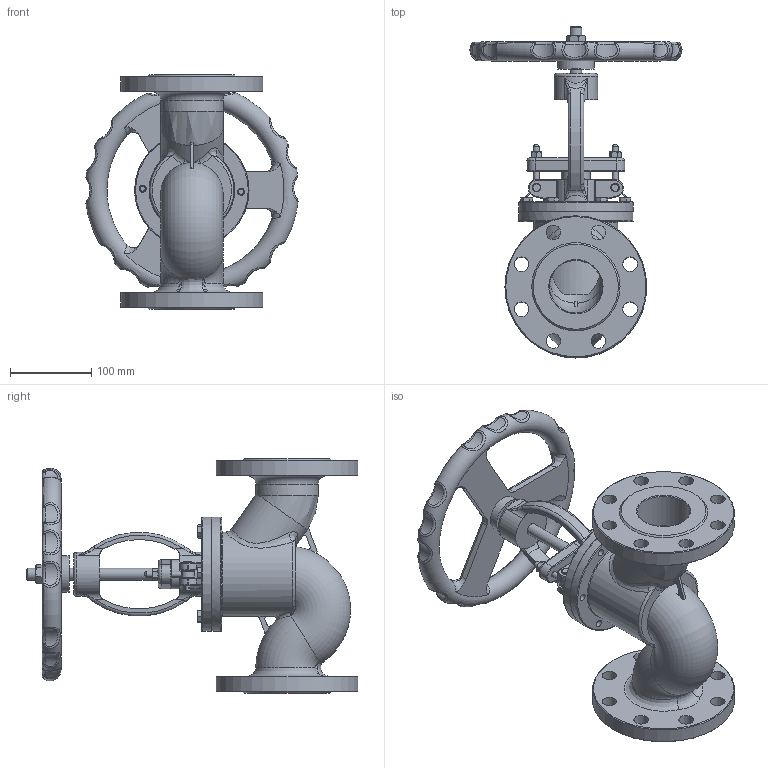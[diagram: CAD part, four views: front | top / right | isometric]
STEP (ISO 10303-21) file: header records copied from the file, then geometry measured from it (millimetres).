
FILE_DESCRIPTION(/* description */ (''),/* implementation_level */ '2;1');
FILE_NAME(/* name */ 'DN65_3D_STEP.stp',/* time_stamp */ '2025-04-20T14:55:48+03:00',/* author */ ('igorr'),/* organization */ (''),/* preprocessor_version */ 'ST-DEVELOPER v20',/* originating_system */ 'Autodesk Inventor 2025',/* authorisation */ '');
FILE_SCHEMA (('AUTOMOTIVE_DESIGN { 1 0 10303 214 3 1 1 }'));
Length unit declared in the file: millimetre
Products named in the file (6): Сборка1; Деталь1; Деталь2; ANSI B18.2.4.2M - M8x1,25; ANSI B18.2.4.2M - M14x2; AS 1110 - M8 x 12
Assembly tree (11 placements, depth 2):
  Сборка1
    Деталь1
    Деталь2
    ANSI B18.2.4.2M - M8x1,25  x2
    ANSI B18.2.4.2M - M14x2
    AS 1110 - M8 x 12  x6
Bounding box: 261.7 x 409.5 x 290 mm (x, y, z)
Volume: 3052688.9 mm3; surface area: 478740.1 mm2
Topology: 11 solids, 11 shells, 741 faces, 1744 edges, 1044 vertices
Faces by surface type: plane 241, cylinder 172, bspline 118, cone 95, torus 85, sphere 30
Full cylindrical faces by diameter (mm): 1.26 x2, 1.8 x2, 5.4 x4, 6.647 x2, 7.2 x6, 8 x6, 8.751 x12, 10.8 x2, 11.835 x1, 13 x6, 14.4 x3, 15 x1, 18 x16, 28.8 x1, 36 x1, 45 x2, 54 x1, 65 x3, 77 x2, 103.765 x1, 141.081 x2, 175 x2
Entity records: 29854 total; most frequent: CARTESIAN_POINT 15663, ORIENTED_EDGE 2842, DIRECTION 2733, EDGE_CURVE 1421, AXIS2_PLACEMENT_3D 1176, VERTEX_POINT 865, EDGE_LOOP 714, CIRCLE 656
